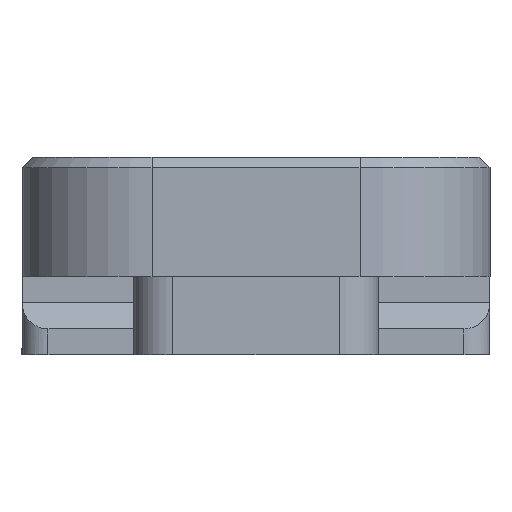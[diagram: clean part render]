
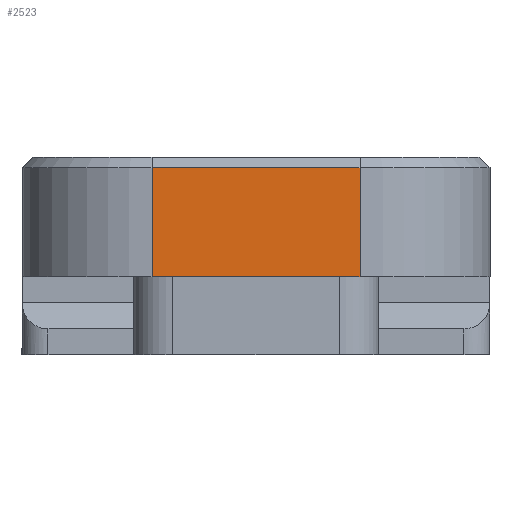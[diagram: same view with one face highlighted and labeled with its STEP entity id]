
A CAD part, front view. The second image highlights one B-rep face of the part: STEP entity #2523.
In plain terms, the highlighted face is planar.
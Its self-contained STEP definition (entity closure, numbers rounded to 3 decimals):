
#243=FACE_OUTER_BOUND('',#396,.T.);
#396=EDGE_LOOP('',(#1713,#1714,#1715,#1716));
#556=LINE('',#3804,#812);
#565=LINE('',#3834,#821);
#567=LINE('',#3840,#823);
#568=LINE('',#3841,#824);
#812=VECTOR('',#2983,10.);
#821=VECTOR('',#3016,10.);
#823=VECTOR('',#3022,10.);
#824=VECTOR('',#3023,10.);
#1065=VERTEX_POINT('',#3794);
#1067=VERTEX_POINT('',#3800);
#1077=VERTEX_POINT('',#3833);
#1079=VERTEX_POINT('',#3839);
#1304=EDGE_CURVE('',#1065,#1067,#556,.T.);
#1319=EDGE_CURVE('',#1067,#1077,#565,.T.);
#1322=EDGE_CURVE('',#1079,#1065,#567,.T.);
#1323=EDGE_CURVE('',#1077,#1079,#568,.T.);
#1713=ORIENTED_EDGE('',*,*,#1304,.F.);
#1714=ORIENTED_EDGE('',*,*,#1322,.F.);
#1715=ORIENTED_EDGE('',*,*,#1323,.F.);
#1716=ORIENTED_EDGE('',*,*,#1319,.F.);
#2445=PLANE('',#2700);
#2523=ADVANCED_FACE('',(#243),#2445,.T.);
#2700=AXIS2_PLACEMENT_3D('',#3838,#3020,#3021);
#2983=DIRECTION('',(0.,1.,0.));
#3016=DIRECTION('',(0.,0.,-1.));
#3020=DIRECTION('center_axis',(1.,0.,0.));
#3021=DIRECTION('ref_axis',(0.,1.,0.));
#3022=DIRECTION('',(0.,0.,1.));
#3023=DIRECTION('',(0.,-1.,0.));
#3794=CARTESIAN_POINT('',(28.45,27.639,11.7));
#3800=CARTESIAN_POINT('',(28.45,35.639,11.7));
#3804=CARTESIAN_POINT('',(28.45,26.639,11.7));
#3833=CARTESIAN_POINT('',(28.45,35.639,7.5));
#3834=CARTESIAN_POINT('',(28.45,35.639,7.5));
#3838=CARTESIAN_POINT('Origin',(28.45,21.639,7.5));
#3839=CARTESIAN_POINT('',(28.45,27.639,7.5));
#3840=CARTESIAN_POINT('',(28.45,27.639,7.5));
#3841=CARTESIAN_POINT('',(28.45,21.639,7.5));
